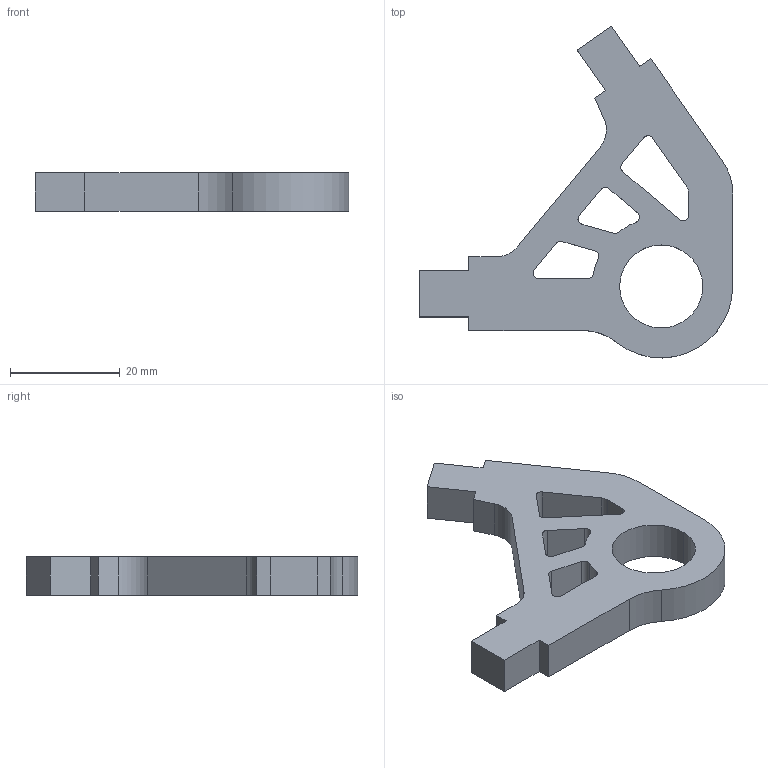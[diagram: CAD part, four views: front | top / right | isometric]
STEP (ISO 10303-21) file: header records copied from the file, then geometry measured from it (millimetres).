
FILE_DESCRIPTION (( 'STEP AP214' ), '1' );
FILE_NAME ('patte gaucheV2-2.STEP', '2021-10-11T22:26:02', ( '' ), ( '' ), 'SwSTEP 2.0', 'SolidWorks 2019', '' );
FILE_SCHEMA (( 'AUTOMOTIVE_DESIGN' ));
Length unit declared in the file: millimetre
Products named in the file (1): patte gaucheV2-2
Bounding box: 57 x 60.37 x 7 mm (x, y, z)
Volume: 9151.8 mm3; surface area: 5107.3 mm2
Topology: 1 solids, 1 shells, 52 faces, 150 edges, 100 vertices
Faces by surface type: plane 28, cylinder 24
Entity records: 1772 total; most frequent: DIRECTION 304, CARTESIAN_POINT 303, ORIENTED_EDGE 300, EDGE_CURVE 150, LINE 102, VECTOR 102, AXIS2_PLACEMENT_3D 101, VERTEX_POINT 100
